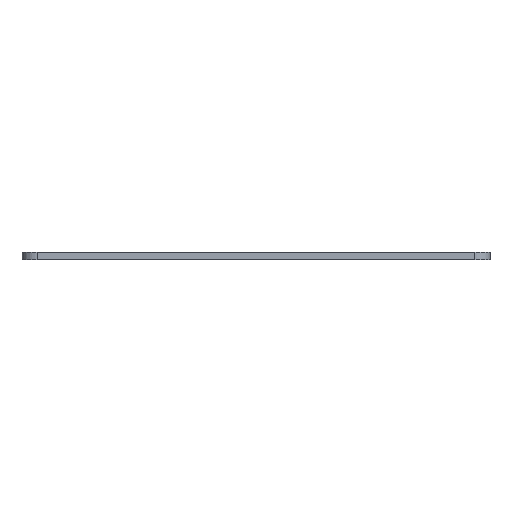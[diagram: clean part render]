
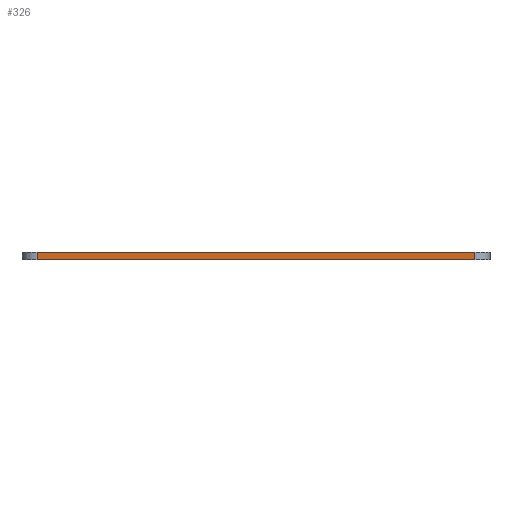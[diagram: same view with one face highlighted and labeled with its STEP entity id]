
A CAD part, front view. The second image highlights one B-rep face of the part: STEP entity #326.
In plain terms, the highlighted planar face has unit normal (0, -1, 0).
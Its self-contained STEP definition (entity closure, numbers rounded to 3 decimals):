
#266 = VERTEX_POINT('',#267);
#267 = CARTESIAN_POINT('',(52.451,-92.075,-1.6));
#274 = EDGE_CURVE('',#275,#266,#277,.T.);
#275 = VERTEX_POINT('',#276);
#276 = CARTESIAN_POINT('',(52.451,-92.075,0.));
#277 = LINE('',#278,#279);
#278 = CARTESIAN_POINT('',(52.451,-92.075,0.));
#279 = VECTOR('',#280,1.);
#280 = DIRECTION('',(0.,0.,-1.));
#326 = ADVANCED_FACE('',(#327),#352,.F.);
#327 = FACE_BOUND('',#328,.F.);
#328 = EDGE_LOOP('',(#329,#339,#345,#346));
#329 = ORIENTED_EDGE('',*,*,#330,.T.);
#330 = EDGE_CURVE('',#331,#333,#335,.T.);
#331 = VERTEX_POINT('',#332);
#332 = CARTESIAN_POINT('',(143.256,-92.075,0.));
#333 = VERTEX_POINT('',#334);
#334 = CARTESIAN_POINT('',(143.256,-92.075,-1.6));
#335 = LINE('',#336,#337);
#336 = CARTESIAN_POINT('',(143.256,-92.075,0.));
#337 = VECTOR('',#338,1.);
#338 = DIRECTION('',(0.,0.,-1.));
#339 = ORIENTED_EDGE('',*,*,#340,.T.);
#340 = EDGE_CURVE('',#333,#266,#341,.T.);
#341 = LINE('',#342,#343);
#342 = CARTESIAN_POINT('',(143.256,-92.075,-1.6));
#343 = VECTOR('',#344,1.);
#344 = DIRECTION('',(-1.,0.,0.));
#345 = ORIENTED_EDGE('',*,*,#274,.F.);
#346 = ORIENTED_EDGE('',*,*,#347,.F.);
#347 = EDGE_CURVE('',#331,#275,#348,.T.);
#348 = LINE('',#349,#350);
#349 = CARTESIAN_POINT('',(143.256,-92.075,0.));
#350 = VECTOR('',#351,1.);
#351 = DIRECTION('',(-1.,0.,0.));
#352 = PLANE('',#353);
#353 = AXIS2_PLACEMENT_3D('',#354,#355,#356);
#354 = CARTESIAN_POINT('',(143.256,-92.075,0.));
#355 = DIRECTION('',(0.,1.,0.));
#356 = DIRECTION('',(-1.,0.,0.));
